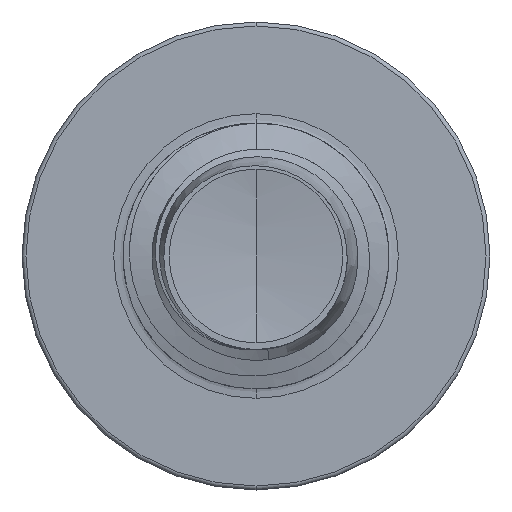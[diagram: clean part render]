
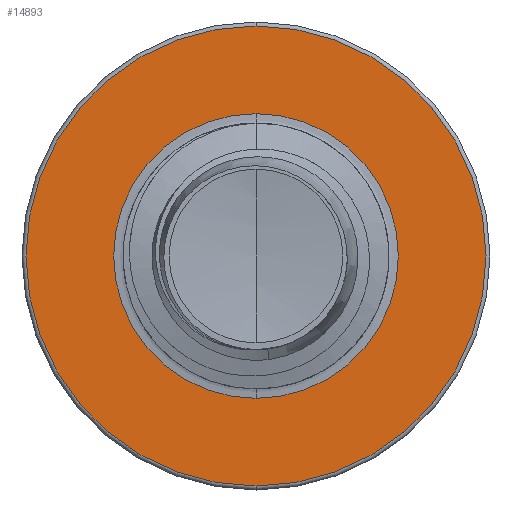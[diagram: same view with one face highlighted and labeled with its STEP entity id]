
A CAD part, front view. The second image highlights one B-rep face of the part: STEP entity #14893.
In plain terms, the highlighted planar face has unit normal (0, -1, 0).
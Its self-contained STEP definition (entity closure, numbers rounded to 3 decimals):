
#984 = AXIS2_PLACEMENT_3D ( 'NONE', #5527, #14882, #6850 ) ;
#993 = VERTEX_POINT ( 'NONE', #9759 ) ;
#1968 = EDGE_CURVE ( 'NONE', #2273, #6450, #7440, .T. ) ;
#2273 = VERTEX_POINT ( 'NONE', #9673 ) ;
#2811 = CARTESIAN_POINT ( 'NONE',  ( 0., 6., 0. ) ) ;
#3125 = CARTESIAN_POINT ( 'NONE',  ( 0., 6., 0. ) ) ;
#3134 = CARTESIAN_POINT ( 'NONE',  ( 0., 6., -2.677 ) ) ;
#3341 = AXIS2_PLACEMENT_3D ( 'NONE', #2811, #12117, #4157 ) ;
#3654 = ORIENTED_EDGE ( 'NONE', *, *, #8997, .F. ) ;
#4069 = ORIENTED_EDGE ( 'NONE', *, *, #1968, .T. ) ;
#4102 = CIRCLE ( 'NONE', #9216, 4.325 ) ;
#4157 = DIRECTION ( 'NONE',  ( 0., 0., 1. ) ) ;
#4462 = DIRECTION ( 'NONE',  ( 0., 0., 1. ) ) ;
#4642 = CARTESIAN_POINT ( 'NONE',  ( 0., 6., 0. ) ) ;
#5313 = EDGE_CURVE ( 'NONE', #993, #11983, #4102, .T. ) ;
#5527 = CARTESIAN_POINT ( 'NONE',  ( 0., 6., 0. ) ) ;
#5983 = DIRECTION ( 'NONE',  ( 0., 0., 1. ) ) ;
#6196 = EDGE_CURVE ( 'NONE', #6450, #2273, #11790, .T. ) ;
#6450 = VERTEX_POINT ( 'NONE', #9866 ) ;
#6850 = DIRECTION ( 'NONE',  ( 0., 0., 1. ) ) ;
#7126 = DIRECTION ( 'NONE',  ( 0., 0., 1. ) ) ;
#7158 = ORIENTED_EDGE ( 'NONE', *, *, #5313, .F. ) ;
#7440 = CIRCLE ( 'NONE', #3341, 2.677 ) ;
#7976 = AXIS2_PLACEMENT_3D ( 'NONE', #3125, #12438, #4462 ) ;
#8997 = EDGE_CURVE ( 'NONE', #11983, #993, #16406, .T. ) ;
#9216 = AXIS2_PLACEMENT_3D ( 'NONE', #4642, #13983, #5983 ) ;
#9673 = CARTESIAN_POINT ( 'NONE',  ( 0., 6., -2.677 ) ) ;
#9759 = CARTESIAN_POINT ( 'NONE',  ( 0., 6., -4.325 ) ) ;
#9866 = CARTESIAN_POINT ( 'NONE',  ( 0., 6., 2.677 ) ) ;
#9925 = AXIS2_PLACEMENT_3D ( 'NONE', #3134, #15167, #7126 ) ;
#10430 = CARTESIAN_POINT ( 'NONE',  ( 0., 6., 4.325 ) ) ;
#10698 = ORIENTED_EDGE ( 'NONE', *, *, #6196, .T. ) ;
#11301 = FACE_OUTER_BOUND ( 'NONE', #14402, .T. ) ;
#11790 = CIRCLE ( 'NONE', #7976, 2.677 ) ;
#11983 = VERTEX_POINT ( 'NONE', #10430 ) ;
#12117 = DIRECTION ( 'NONE',  ( 0., 1., 0. ) ) ;
#12438 = DIRECTION ( 'NONE',  ( 0., 1., 0. ) ) ;
#12447 = PLANE ( 'NONE',  #9925 ) ;
#13983 = DIRECTION ( 'NONE',  ( 0., 1., 0. ) ) ;
#14402 = EDGE_LOOP ( 'NONE', ( #3654, #7158 ) ) ;
#14882 = DIRECTION ( 'NONE',  ( 0., 1., 0. ) ) ;
#14893 = ADVANCED_FACE ( 'NONE', ( #11301, #14894 ), #12447, .F. ) ;
#14894 = FACE_BOUND ( 'NONE', #16194, .T. ) ;
#15167 = DIRECTION ( 'NONE',  ( 0., 1., 0. ) ) ;
#16194 = EDGE_LOOP ( 'NONE', ( #10698, #4069 ) ) ;
#16406 = CIRCLE ( 'NONE', #984, 4.325 ) ;
